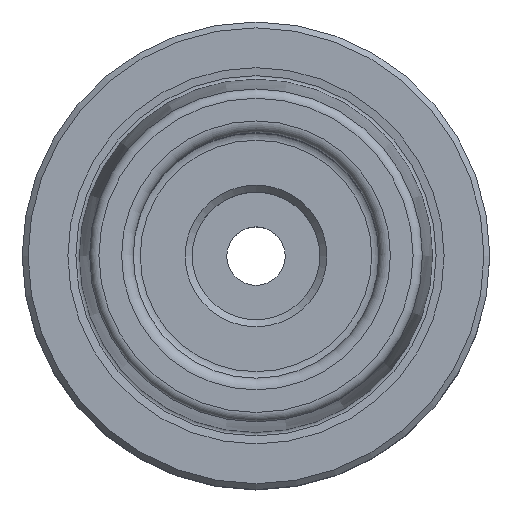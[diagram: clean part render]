
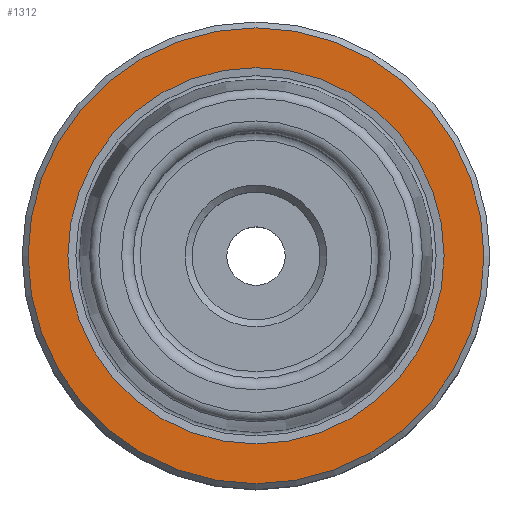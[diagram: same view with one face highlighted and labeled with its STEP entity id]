
A CAD part, top view. The second image highlights one B-rep face of the part: STEP entity #1312.
In plain terms, the highlighted planar face has unit normal (0, 0, 1).
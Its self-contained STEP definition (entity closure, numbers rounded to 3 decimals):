
#143=ORIENTED_EDGE('',*,*,#264,.T.);
#144=ORIENTED_EDGE('',*,*,#263,.F.);
#263=EDGE_CURVE('',#337,#337,#411,.T.);
#264=EDGE_CURVE('',#338,#338,#412,.T.);
#337=VERTEX_POINT('',#1907);
#338=VERTEX_POINT('',#1910);
#411=CIRCLE('',#1425,16.094);
#412=CIRCLE('',#1427,19.5);
#513=EDGE_LOOP('',(#143));
#514=EDGE_LOOP('',(#144));
#661=FACE_BOUND('',#513,.T.);
#662=FACE_BOUND('',#514,.T.);
#754=PLANE('',#1426);
#1312=ADVANCED_FACE('',(#661,#662),#754,.T.);
#1425=AXIS2_PLACEMENT_3D('',#1906,#1640,#1641);
#1426=AXIS2_PLACEMENT_3D('',#1908,#1642,#1643);
#1427=AXIS2_PLACEMENT_3D('',#1909,#1644,#1645);
#1640=DIRECTION('',(0.,0.,1.));
#1641=DIRECTION('',(1.,0.,0.));
#1642=DIRECTION('',(0.,0.,1.));
#1643=DIRECTION('',(1.,0.,0.));
#1644=DIRECTION('',(0.,0.,1.));
#1645=DIRECTION('',(1.,0.,0.));
#1906=CARTESIAN_POINT('',(0.,0.,0.));
#1907=CARTESIAN_POINT('',(16.094,0.,0.));
#1908=CARTESIAN_POINT('',(19.5,0.,0.));
#1909=CARTESIAN_POINT('',(0.,0.,0.));
#1910=CARTESIAN_POINT('',(19.5,0.,0.));
